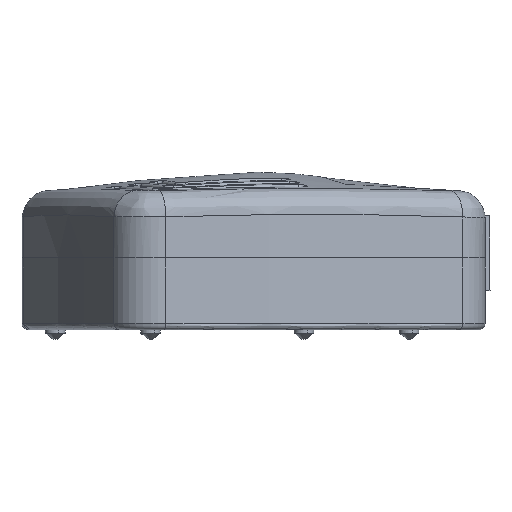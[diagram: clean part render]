
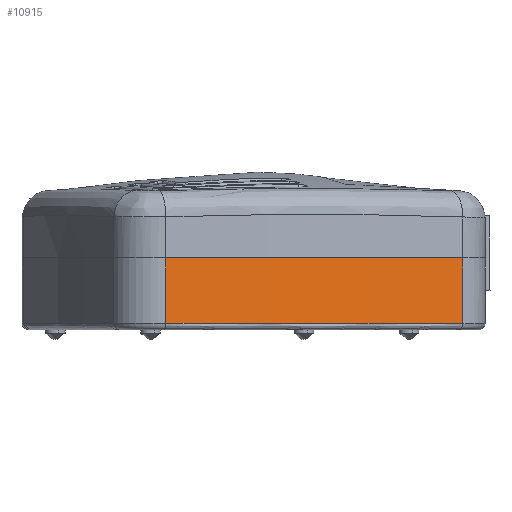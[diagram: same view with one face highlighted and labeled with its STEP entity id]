
A CAD part, left-side view. The second image highlights one B-rep face of the part: STEP entity #10915.
In plain terms, the highlighted free-form (B-spline) face has degree [3, 1] with [7, 2] control points.
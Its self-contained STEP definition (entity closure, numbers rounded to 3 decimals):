
#45 = CARTESIAN_POINT ( 'NONE',  ( -166.806, 50.565, 982.324 ) ) ;
#830 = EDGE_CURVE ( 'NONE', #32263, #5313, #16270, .T. ) ;
#1673 = CARTESIAN_POINT ( 'NONE',  ( -164.675, 42.616, 992.324 ) ) ;
#1790 = CARTESIAN_POINT ( 'NONE',  ( -147.982, 5.149, 982.324 ) ) ;
#2959 = ORIENTED_EDGE ( 'NONE', *, *, #830, .T. ) ;
#3237 = CARTESIAN_POINT ( 'NONE',  ( -147.982, 5.149, 982.324 ) ) ;
#3255 = VERTEX_POINT ( 'NONE', #7805 ) ;
#4054 = VECTOR ( 'NONE', #24830, 1000. ) ;
#4356 = CARTESIAN_POINT ( 'NONE',  ( -155.814, 19.622, 982.324 ) ) ;
#5107 = VECTOR ( 'NONE', #20101, 1000. ) ;
#5313 = VERTEX_POINT ( 'NONE', #3237 ) ;
#5795 = ORIENTED_EDGE ( 'NONE', *, *, #16335, .T. ) ;
#6297 = CARTESIAN_POINT ( 'NONE',  ( -150.109, 8.68, 982.324 ) ) ;
#6305 = CARTESIAN_POINT ( 'NONE',  ( -165.813, 46.57, 992.324 ) ) ;
#7805 = CARTESIAN_POINT ( 'NONE',  ( -147.982, 5.149, 992.324 ) ) ;
#9104 = CARTESIAN_POINT ( 'NONE',  ( -147.982, 5.149, 993.324 ) ) ;
#9391 = CARTESIAN_POINT ( 'NONE',  ( -155.941, 19.528, 992.324 ) ) ;
#9560 = CARTESIAN_POINT ( 'NONE',  ( -162.103, 34.794, 992.324 ) ) ;
#9835 = CARTESIAN_POINT ( 'NONE',  ( -163.522, 38.615, 992.324 ) ) ;
#10007 = CARTESIAN_POINT ( 'NONE',  ( -147.982, 5.149, 992.324 ) ) ;
#10915 = ADVANCED_FACE ( 'NONE', ( #27781 ), #25436, .F. ) ;
#11939 = ORIENTED_EDGE ( 'NONE', *, *, #31509, .F. ) ;
#11995 = LINE ( 'NONE', #9104, #4054 ) ;
#12062 = CARTESIAN_POINT ( 'NONE',  ( -154.114, 15.918, 982.324 ) ) ;
#12249 = CARTESIAN_POINT ( 'NONE',  ( -162.112, 34.821, 982.324 ) ) ;
#15162 = CARTESIAN_POINT ( 'NONE',  ( -165.812, 46.565, 992.324 ) ) ;
#15337 = CARTESIAN_POINT ( 'NONE',  ( -166.806, 50.565, 982.324 ) ) ;
#16270 = B_SPLINE_CURVE_WITH_KNOTS ( 'NONE', 3,
 ( #15337, #28153, #23020, #12249, #16924, #30541, #4356, #28318, #25754, #30898 ),
 .UNSPECIFIED., .F., .F.,
 ( 4, 2, 2, 2, 4 ),
 ( 0., 0.012, 0.025, 0.037, 0.049 ),
 .UNSPECIFIED. ) ;
#16335 = EDGE_CURVE ( 'NONE', #32690, #32263, #27281, .T. ) ;
#16751 = CARTESIAN_POINT ( 'NONE',  ( -166.806, 50.565, 992.324 ) ) ;
#16924 = CARTESIAN_POINT ( 'NONE',  ( -160.683, 30.967, 982.324 ) ) ;
#17673 = EDGE_LOOP ( 'NONE', ( #5795, #2959, #21238, #11939 ) ) ;
#19647 = CARTESIAN_POINT ( 'NONE',  ( -147.982, 5.149, 992.324 ) ) ;
#19938 = CARTESIAN_POINT ( 'NONE',  ( -166.806, 50.565, 982.324 ) ) ;
#20101 = DIRECTION ( 'NONE',  ( 0., 0., -1. ) ) ;
#20273 = CARTESIAN_POINT ( 'NONE',  ( -166.806, 50.565, 992.324 ) ) ;
#20451 = CARTESIAN_POINT ( 'NONE',  ( -165.812, 46.565, 982.324 ) ) ;
#21238 = ORIENTED_EDGE ( 'NONE', *, *, #33715, .F. ) ;
#22501 = CARTESIAN_POINT ( 'NONE',  ( -150.109, 8.68, 992.324 ) ) ;
#22834 = CARTESIAN_POINT ( 'NONE',  ( -159.243, 27.09, 992.324 ) ) ;
#23020 = CARTESIAN_POINT ( 'NONE',  ( -164.676, 42.622, 982.324 ) ) ;
#24830 = DIRECTION ( 'NONE',  ( 0., 0., -1. ) ) ;
#25284 = CARTESIAN_POINT ( 'NONE',  ( -152.23, 12.201, 992.324 ) ) ;
#25436 = B_SPLINE_SURFACE_WITH_KNOTS ( 'NONE', 3, 1, ( 
 ( #20273, #19938 ),
 ( #15162, #20451 ),
 ( #9835, #30525 ),
 ( #22834, #33110 ),
 ( #30704, #12062 ),
 ( #22501, #6297 ),
 ( #10007, #1790 ) ),
 .UNSPECIFIED., .F., .F., .F.,
 ( 4, 1, 1, 1, 4 ),
 ( 2, 2 ),
 ( 0.068, 0.284, 0.5, 0.717, 0.933 ),
 ( 0., 1. ),
 .UNSPECIFIED. ) ;
#25754 = CARTESIAN_POINT ( 'NONE',  ( -150.106, 8.675, 982.324 ) ) ;
#27281 = LINE ( 'NONE', #27956, #5107 ) ;
#27781 = FACE_OUTER_BOUND ( 'NONE', #17673, .T. ) ;
#27885 = CARTESIAN_POINT ( 'NONE',  ( -166.806, 50.565, 992.324 ) ) ;
#27956 = CARTESIAN_POINT ( 'NONE',  ( -166.806, 50.565, 993.324 ) ) ;
#28153 = CARTESIAN_POINT ( 'NONE',  ( -165.813, 46.57, 982.324 ) ) ;
#28318 = CARTESIAN_POINT ( 'NONE',  ( -152.099, 12.275, 982.324 ) ) ;
#30525 = CARTESIAN_POINT ( 'NONE',  ( -163.522, 38.615, 982.324 ) ) ;
#30541 = CARTESIAN_POINT ( 'NONE',  ( -157.531, 23.361, 982.324 ) ) ;
#30704 = CARTESIAN_POINT ( 'NONE',  ( -154.114, 15.918, 992.324 ) ) ;
#30898 = CARTESIAN_POINT ( 'NONE',  ( -147.982, 5.149, 982.324 ) ) ;
#31509 = EDGE_CURVE ( 'NONE', #32690, #3255, #31850, .T. ) ;
#31850 = B_SPLINE_CURVE_WITH_KNOTS ( 'NONE', 3,
 ( #16751, #6305, #1673, #9560, #32496, #9391, #25284, #19647 ),
 .UNSPECIFIED., .F., .F.,
 ( 4, 2, 2, 4 ),
 ( 0., 0.012, 0.025, 0.049 ),
 .UNSPECIFIED. ) ;
#32263 = VERTEX_POINT ( 'NONE', #45 ) ;
#32496 = CARTESIAN_POINT ( 'NONE',  ( -160.672, 30.937, 992.324 ) ) ;
#32690 = VERTEX_POINT ( 'NONE', #27885 ) ;
#33110 = CARTESIAN_POINT ( 'NONE',  ( -159.243, 27.09, 982.324 ) ) ;
#33715 = EDGE_CURVE ( 'NONE', #3255, #5313, #11995, .T. ) ;
